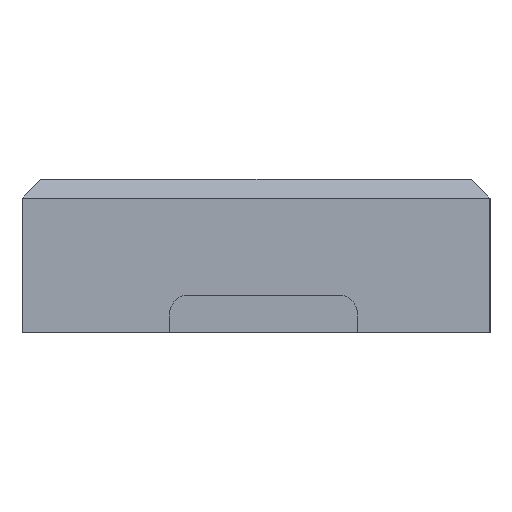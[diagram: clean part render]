
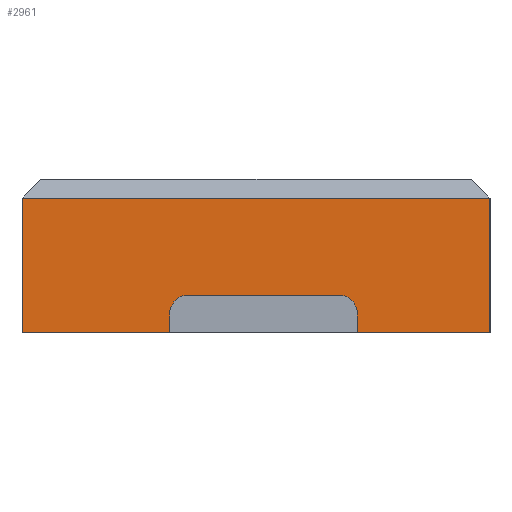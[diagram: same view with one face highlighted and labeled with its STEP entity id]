
A CAD part, left-side view. The second image highlights one B-rep face of the part: STEP entity #2961.
In plain terms, the highlighted planar face has unit normal (-1, 0, 0).
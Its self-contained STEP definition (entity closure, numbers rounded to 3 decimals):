
#361=CIRCLE('',#3146,3.);
#362=CIRCLE('',#3147,3.);
#393=FACE_OUTER_BOUND('',#563,.T.);
#563=EDGE_LOOP('',(#1993,#1994,#1995,#1996,#1997,#1998,#1999,#2000,#2001,
#2002));
#759=LINE('',#3676,#987);
#761=LINE('',#3680,#989);
#762=LINE('',#3682,#990);
#763=LINE('',#3684,#991);
#764=LINE('',#3688,#992);
#765=LINE('',#3692,#993);
#766=LINE('',#3694,#994);
#767=LINE('',#3695,#995);
#987=VECTOR('',#3255,10.);
#989=VECTOR('',#3259,10.);
#990=VECTOR('',#3260,10.);
#991=VECTOR('',#3261,10.);
#992=VECTOR('',#3264,10.);
#993=VECTOR('',#3267,10.);
#994=VECTOR('',#3268,10.);
#995=VECTOR('',#3269,10.);
#1208=VERTEX_POINT('',#3660);
#1212=VERTEX_POINT('',#3672);
#1213=VERTEX_POINT('',#3679);
#1214=VERTEX_POINT('',#3681);
#1215=VERTEX_POINT('',#3683);
#1216=VERTEX_POINT('',#3685);
#1217=VERTEX_POINT('',#3687);
#1218=VERTEX_POINT('',#3689);
#1219=VERTEX_POINT('',#3691);
#1220=VERTEX_POINT('',#3693);
#1523=EDGE_CURVE('',#1208,#1212,#759,.T.);
#1525=EDGE_CURVE('',#1208,#1213,#761,.T.);
#1526=EDGE_CURVE('',#1214,#1213,#762,.T.);
#1527=EDGE_CURVE('',#1214,#1215,#763,.T.);
#1528=EDGE_CURVE('',#1216,#1215,#361,.T.);
#1529=EDGE_CURVE('',#1216,#1217,#764,.T.);
#1530=EDGE_CURVE('',#1218,#1217,#362,.T.);
#1531=EDGE_CURVE('',#1218,#1219,#765,.T.);
#1532=EDGE_CURVE('',#1220,#1219,#766,.T.);
#1533=EDGE_CURVE('',#1220,#1212,#767,.T.);
#1993=ORIENTED_EDGE('',*,*,#1523,.F.);
#1994=ORIENTED_EDGE('',*,*,#1525,.T.);
#1995=ORIENTED_EDGE('',*,*,#1526,.F.);
#1996=ORIENTED_EDGE('',*,*,#1527,.T.);
#1997=ORIENTED_EDGE('',*,*,#1528,.F.);
#1998=ORIENTED_EDGE('',*,*,#1529,.T.);
#1999=ORIENTED_EDGE('',*,*,#1530,.F.);
#2000=ORIENTED_EDGE('',*,*,#1531,.T.);
#2001=ORIENTED_EDGE('',*,*,#1532,.F.);
#2002=ORIENTED_EDGE('',*,*,#1533,.T.);
#2909=PLANE('',#3145);
#2961=ADVANCED_FACE('',(#393),#2909,.T.);
#3145=AXIS2_PLACEMENT_3D('',#3678,#3257,#3258);
#3146=AXIS2_PLACEMENT_3D('',#3686,#3262,#3263);
#3147=AXIS2_PLACEMENT_3D('',#3690,#3265,#3266);
#3255=DIRECTION('',(0.,-1.,0.));
#3257=DIRECTION('center_axis',(-1.,0.,0.));
#3258=DIRECTION('ref_axis',(0.,-1.,0.));
#3259=DIRECTION('',(0.,0.,-1.));
#3260=DIRECTION('',(0.,1.,0.));
#3261=DIRECTION('',(0.,0.,1.));
#3262=DIRECTION('center_axis',(-1.,0.,0.));
#3263=DIRECTION('ref_axis',(0.,0.707,0.707));
#3264=DIRECTION('',(0.,-1.,0.));
#3265=DIRECTION('center_axis',(-1.,0.,0.));
#3266=DIRECTION('ref_axis',(0.,-0.707,0.707));
#3267=DIRECTION('',(0.,0.,-1.));
#3268=DIRECTION('',(0.,1.,0.));
#3269=DIRECTION('',(0.,0.,1.));
#3660=CARTESIAN_POINT('',(-44.85,38.564,25.1));
#3672=CARTESIAN_POINT('',(-44.85,-36.161,25.1));
#3676=CARTESIAN_POINT('',(-44.85,21.383,25.1));
#3678=CARTESIAN_POINT('Origin',(-44.85,38.564,22.6));
#3679=CARTESIAN_POINT('',(-44.85,38.564,3.6));
#3680=CARTESIAN_POINT('',(-44.85,38.564,22.6));
#3681=CARTESIAN_POINT('',(-44.85,15.,3.6));
#3682=CARTESIAN_POINT('',(-44.85,21.383,3.6));
#3683=CARTESIAN_POINT('',(-44.85,15.,6.6));
#3684=CARTESIAN_POINT('',(-44.85,15.,21.6));
#3685=CARTESIAN_POINT('',(-44.85,12.,9.6));
#3686=CARTESIAN_POINT('Origin',(-44.85,12.,6.6));
#3687=CARTESIAN_POINT('',(-44.85,-12.,9.6));
#3688=CARTESIAN_POINT('',(-44.85,25.782,9.6));
#3689=CARTESIAN_POINT('',(-44.85,-15.,6.6));
#3690=CARTESIAN_POINT('Origin',(-44.85,-12.,6.6));
#3691=CARTESIAN_POINT('',(-44.85,-15.,3.6));
#3692=CARTESIAN_POINT('',(-44.85,-15.,21.6));
#3693=CARTESIAN_POINT('',(-44.85,-36.161,3.6));
#3694=CARTESIAN_POINT('',(-44.85,21.383,3.6));
#3695=CARTESIAN_POINT('',(-44.85,-36.161,22.6));
